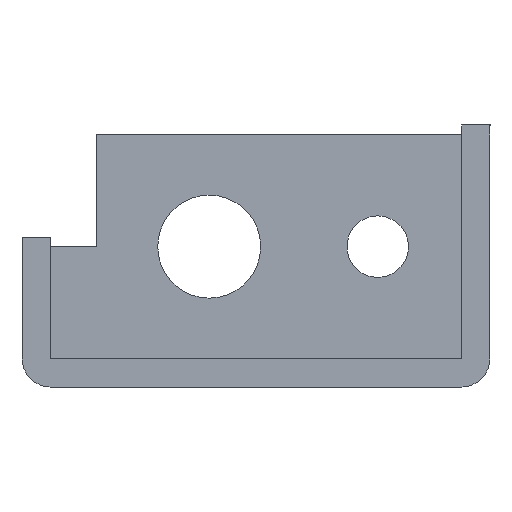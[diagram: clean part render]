
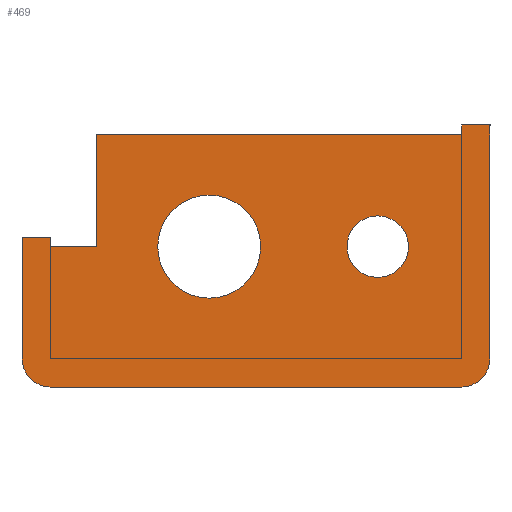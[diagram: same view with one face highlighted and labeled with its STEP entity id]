
A CAD part, left-side view. The second image highlights one B-rep face of the part: STEP entity #469.
In plain terms, the highlighted planar face has unit normal (-1, 0, 0).
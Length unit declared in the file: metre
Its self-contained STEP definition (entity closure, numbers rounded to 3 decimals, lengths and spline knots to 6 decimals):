
#20=CIRCLE('',#501,0.0015);
#22=CIRCLE('',#505,0.0015);
#26=CIRCLE('',#513,0.00165);
#27=CIRCLE('',#514,0.00275);
#100=ORIENTED_EDGE('',*,*,#205,.F.);
#101=ORIENTED_EDGE('',*,*,#206,.F.);
#102=ORIENTED_EDGE('',*,*,#207,.F.);
#103=ORIENTED_EDGE('',*,*,#177,.T.);
#104=ORIENTED_EDGE('',*,*,#198,.T.);
#105=ORIENTED_EDGE('',*,*,#195,.F.);
#106=ORIENTED_EDGE('',*,*,#192,.F.);
#107=ORIENTED_EDGE('',*,*,#189,.F.);
#108=ORIENTED_EDGE('',*,*,#186,.F.);
#109=ORIENTED_EDGE('',*,*,#183,.F.);
#110=ORIENTED_EDGE('',*,*,#180,.F.);
#111=ORIENTED_EDGE('',*,*,#170,.T.);
#112=ORIENTED_EDGE('',*,*,#208,.F.);
#113=ORIENTED_EDGE('',*,*,#209,.F.);
#170=EDGE_CURVE('',#232,#231,#276,.T.);
#177=EDGE_CURVE('',#238,#237,#283,.T.);
#180=EDGE_CURVE('',#232,#240,#286,.T.);
#183=EDGE_CURVE('',#240,#242,#289,.T.);
#186=EDGE_CURVE('',#242,#244,#20,.T.);
#189=EDGE_CURVE('',#244,#246,#293,.T.);
#192=EDGE_CURVE('',#246,#248,#22,.T.);
#195=EDGE_CURVE('',#248,#250,#297,.T.);
#198=EDGE_CURVE('',#237,#250,#300,.T.);
#205=EDGE_CURVE('',#256,#256,#26,.T.);
#206=EDGE_CURVE('',#257,#257,#27,.T.);
#207=EDGE_CURVE('',#238,#258,#305,.T.);
#208=EDGE_CURVE('',#259,#231,#306,.T.);
#209=EDGE_CURVE('',#258,#259,#307,.T.);
#231=VERTEX_POINT('',#673);
#232=VERTEX_POINT('',#675);
#237=VERTEX_POINT('',#687);
#238=VERTEX_POINT('',#689);
#240=VERTEX_POINT('',#695);
#242=VERTEX_POINT('',#701);
#244=VERTEX_POINT('',#707);
#246=VERTEX_POINT('',#713);
#248=VERTEX_POINT('',#719);
#250=VERTEX_POINT('',#725);
#256=VERTEX_POINT('',#744);
#257=VERTEX_POINT('',#746);
#258=VERTEX_POINT('',#748);
#259=VERTEX_POINT('',#750);
#276=LINE('',#674,#326);
#283=LINE('',#688,#333);
#286=LINE('',#694,#336);
#289=LINE('',#700,#339);
#293=LINE('',#712,#343);
#297=LINE('',#724,#347);
#300=LINE('',#730,#350);
#305=LINE('',#747,#355);
#306=LINE('',#749,#356);
#307=LINE('',#751,#357);
#326=VECTOR('',#545,1.);
#333=VECTOR('',#554,1.);
#336=VECTOR('',#559,1.);
#339=VECTOR('',#564,1.);
#343=VECTOR('',#576,1.);
#347=VECTOR('',#588,1.);
#350=VECTOR('',#593,1.);
#355=VECTOR('',#610,1.);
#356=VECTOR('',#611,1.);
#357=VECTOR('',#612,1.);
#381=EDGE_LOOP('',(#100));
#382=EDGE_LOOP('',(#101));
#383=EDGE_LOOP('',(#102,#103,#104,#105,#106,#107,#108,#109,#110,#111,#112,
#113));
#417=FACE_BOUND('',#381,.T.);
#418=FACE_BOUND('',#382,.T.);
#419=FACE_BOUND('',#383,.T.);
#449=PLANE('',#512);
#469=ADVANCED_FACE('',(#417,#418,#419),#449,.F.);
#501=AXIS2_PLACEMENT_3D('',#706,#569,#570);
#505=AXIS2_PLACEMENT_3D('',#718,#581,#582);
#512=AXIS2_PLACEMENT_3D('',#742,#604,#605);
#513=AXIS2_PLACEMENT_3D('',#743,#606,#607);
#514=AXIS2_PLACEMENT_3D('',#745,#608,#609);
#545=DIRECTION('',(0.,0.,-1.));
#554=DIRECTION('',(0.,0.,1.));
#559=DIRECTION('',(0.,-1.,0.));
#564=DIRECTION('',(0.,0.,-1.));
#569=DIRECTION('',(1.,0.,0.));
#570=DIRECTION('',(0.,0.,-1.));
#576=DIRECTION('',(0.,1.,0.));
#581=DIRECTION('',(1.,0.,0.));
#582=DIRECTION('',(0.,0.,-1.));
#588=DIRECTION('',(0.,0.,1.));
#593=DIRECTION('',(0.,1.,0.));
#604=DIRECTION('',(1.,0.,0.));
#605=DIRECTION('',(0.,1.,0.));
#606=DIRECTION('',(-1.,0.,0.));
#607=DIRECTION('',(0.,0.,1.));
#608=DIRECTION('',(-1.,0.,0.));
#609=DIRECTION('',(0.,0.,1.));
#610=DIRECTION('',(0.,-1.,0.));
#611=DIRECTION('',(0.,-1.,0.));
#612=DIRECTION('',(0.,0.,1.));
#673=CARTESIAN_POINT('',(0.,0.014,0.104));
#674=CARTESIAN_POINT('',(0.,0.014,0.098));
#675=CARTESIAN_POINT('',(0.,0.014,0.1045));
#687=CARTESIAN_POINT('',(0.,0.036,0.0985));
#688=CARTESIAN_POINT('',(0.,0.036,0.09825));
#689=CARTESIAN_POINT('',(0.,0.036,0.098));
#694=CARTESIAN_POINT('',(0.,0.01325,0.1045));
#695=CARTESIAN_POINT('',(0.,0.0125,0.1045));
#700=CARTESIAN_POINT('',(0.,0.0125,0.09825));
#701=CARTESIAN_POINT('',(0.,0.0125,0.092));
#706=CARTESIAN_POINT('',(0.,0.014,0.092));
#707=CARTESIAN_POINT('',(0.,0.014,0.0905));
#712=CARTESIAN_POINT('',(0.,0.025,0.0905));
#713=CARTESIAN_POINT('',(0.,0.036,0.0905));
#718=CARTESIAN_POINT('',(0.,0.036,0.092));
#719=CARTESIAN_POINT('',(0.,0.0375,0.092));
#724=CARTESIAN_POINT('',(0.,0.0375,0.09525));
#725=CARTESIAN_POINT('',(0.,0.0375,0.0985));
#730=CARTESIAN_POINT('',(0.,0.03675,0.0985));
#742=CARTESIAN_POINT('',(0.,0.2125,0.25));
#743=CARTESIAN_POINT('',(0.,0.0185,0.098));
#744=CARTESIAN_POINT('',(0.,0.0185,0.09965));
#745=CARTESIAN_POINT('',(0.,0.0275,0.098));
#746=CARTESIAN_POINT('',(0.,0.0275,0.10075));
#747=CARTESIAN_POINT('',(0.,0.03475,0.098));
#748=CARTESIAN_POINT('',(0.,0.0335,0.098));
#749=CARTESIAN_POINT('',(0.,0.02375,0.104));
#750=CARTESIAN_POINT('',(0.,0.0335,0.104));
#751=CARTESIAN_POINT('',(0.,0.0335,0.101));
